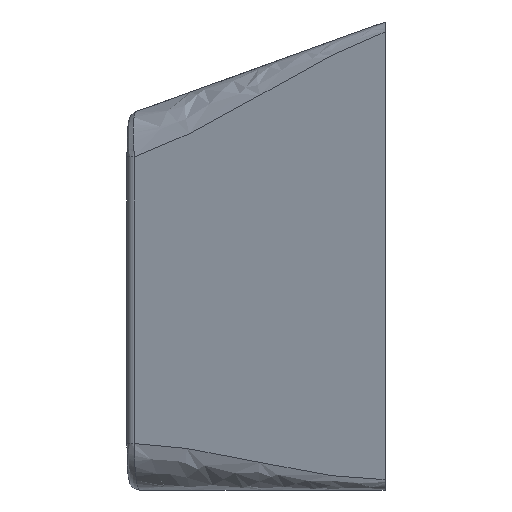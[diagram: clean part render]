
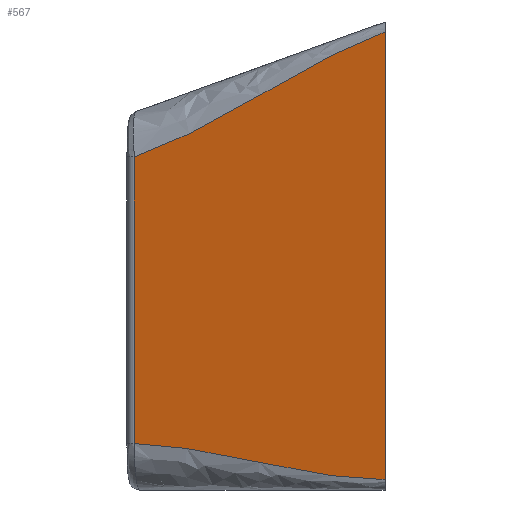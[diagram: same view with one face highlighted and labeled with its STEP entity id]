
A CAD part, left-side view. The second image highlights one B-rep face of the part: STEP entity #567.
In plain terms, the highlighted planar face has unit normal (-0.958, 0.287, 0).
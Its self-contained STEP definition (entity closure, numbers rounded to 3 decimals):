
#169 = CARTESIAN_POINT ( 'NONE',  ( 0., 0., 0. ) ) ;
#233 = CARTESIAN_POINT ( 'NONE',  ( 2.909, 9.696, -5.217 ) ) ;
#241 = CARTESIAN_POINT ( 'NONE',  ( 1.858, 6.195, -3.957 ) ) ;
#290 = EDGE_LOOP ( 'NONE', ( #314, #1932, #1719, #718 ) ) ;
#314 = ORIENTED_EDGE ( 'NONE', *, *, #1344, .T. ) ;
#322 = EDGE_CURVE ( 'NONE', #1877, #1422, #707, .T. ) ;
#377 = B_SPLINE_CURVE_WITH_KNOTS ( 'NONE', 3,
 ( #1020, #1922, #241, #1312, #1772, #1151, #233 ),
 .UNSPECIFIED., .F., .F.,
 ( 4, 3, 4 ),
 ( 0., 0.011, 0.011 ),
 .UNSPECIFIED. ) ;
#443 = CARTESIAN_POINT ( 'NONE',  ( 0., 0., 0. ) ) ;
#455 = FACE_OUTER_BOUND ( 'NONE', #290, .T. ) ;
#461 = CARTESIAN_POINT ( 'NONE',  ( 0., 0., -17.7 ) ) ;
#491 = DIRECTION ( 'NONE',  ( 0.958, -0.287, 0. ) ) ;
#567 = ADVANCED_FACE ( 'NONE', ( #455 ), #1095, .F. ) ;
#707 = LINE ( 'NONE', #443, #1079 ) ;
#718 = ORIENTED_EDGE ( 'NONE', *, *, #322, .T. ) ;
#740 = CARTESIAN_POINT ( 'NONE',  ( 0.97, 3.232, -17.7 ) ) ;
#741 = VERTEX_POINT ( 'NONE', #1423 ) ;
#750 = CARTESIAN_POINT ( 'NONE',  ( 2.909, 9.696, -16.304 ) ) ;
#820 = VECTOR ( 'NONE', #1658, 1000. ) ;
#863 = CARTESIAN_POINT ( 'NONE',  ( 0., 0., -0.384 ) ) ;
#1020 = CARTESIAN_POINT ( 'NONE',  ( 0., 0., -0.384 ) ) ;
#1039 = EDGE_CURVE ( 'NONE', #741, #1877, #1550, .T. ) ;
#1042 = EDGE_CURVE ( 'NONE', #1420, #741, #1263, .T. ) ;
#1077 = DIRECTION ( 'NONE',  ( 0., 0., 1. ) ) ;
#1079 = VECTOR ( 'NONE', #1077, 1000. ) ;
#1092 = AXIS2_PLACEMENT_3D ( 'NONE', #169, #491, #1842 ) ;
#1095 = PLANE ( 'NONE',  #1092 ) ;
#1151 = CARTESIAN_POINT ( 'NONE',  ( 2.888, 9.627, -5.193 ) ) ;
#1211 = CARTESIAN_POINT ( 'NONE',  ( 1.939, 6.464, -16.384 ) ) ;
#1263 = LINE ( 'NONE', #1674, #820 ) ;
#1312 = CARTESIAN_POINT ( 'NONE',  ( 2.847, 9.49, -5.143 ) ) ;
#1344 = EDGE_CURVE ( 'NONE', #1422, #1420, #377, .T. ) ;
#1420 = VERTEX_POINT ( 'NONE', #1448 ) ;
#1422 = VERTEX_POINT ( 'NONE', #863 ) ;
#1423 = CARTESIAN_POINT ( 'NONE',  ( 2.909, 9.696, -16.304 ) ) ;
#1448 = CARTESIAN_POINT ( 'NONE',  ( 2.909, 9.696, -5.217 ) ) ;
#1550 = B_SPLINE_CURVE_WITH_KNOTS ( 'NONE', 3,
 ( #750, #1211, #740, #461 ),
 .UNSPECIFIED., .F., .F.,
 ( 4, 4 ),
 ( -0.01, 0. ),
 .UNSPECIFIED. ) ;
#1639 = CARTESIAN_POINT ( 'NONE',  ( 0., 0., -17.7 ) ) ;
#1658 = DIRECTION ( 'NONE',  ( 0., 0., -1. ) ) ;
#1674 = CARTESIAN_POINT ( 'NONE',  ( 2.909, 9.696, 0. ) ) ;
#1719 = ORIENTED_EDGE ( 'NONE', *, *, #1039, .T. ) ;
#1772 = CARTESIAN_POINT ( 'NONE',  ( 2.868, 9.559, -5.168 ) ) ;
#1842 = DIRECTION ( 'NONE',  ( 0.287, 0.958, 0. ) ) ;
#1877 = VERTEX_POINT ( 'NONE', #1639 ) ;
#1922 = CARTESIAN_POINT ( 'NONE',  ( 0.986, 3.287, -1.597 ) ) ;
#1932 = ORIENTED_EDGE ( 'NONE', *, *, #1042, .T. ) ;
